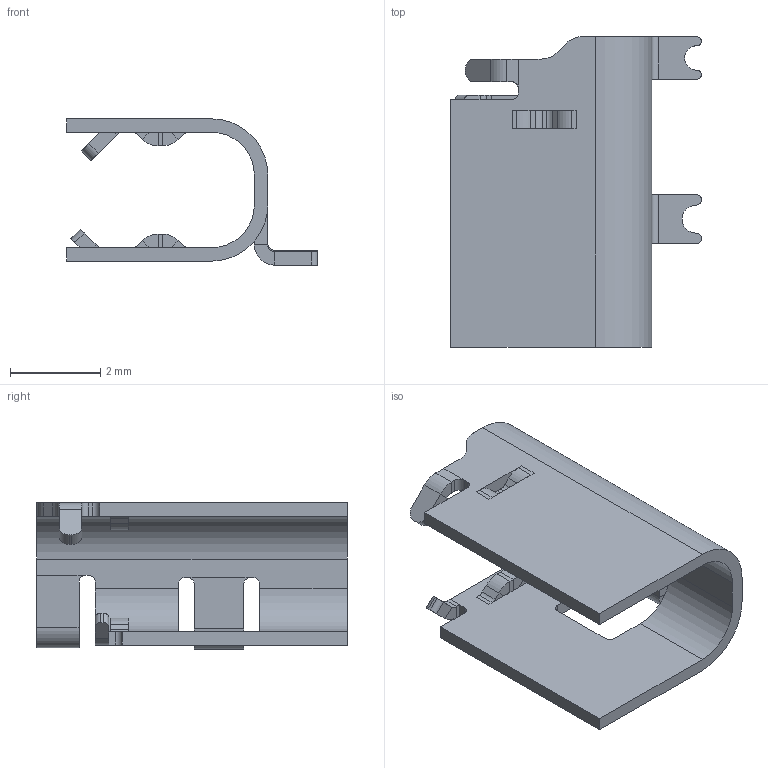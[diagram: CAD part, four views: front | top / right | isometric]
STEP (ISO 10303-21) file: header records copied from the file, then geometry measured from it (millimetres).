
FILE_DESCRIPTION(('FreeCAD Model'),'2;1');
FILE_NAME('Open CASCADE Shape Model','2025-02-07T18:46:37',('Author'),( ''),'Open CASCADE STEP processor 7.7','FreeCAD','Unknown');
FILE_SCHEMA(('AUTOMOTIVE_DESIGN { 1 0 10303 214 1 1 1 1 }'));
Length unit declared in the file: millimetre
Products named in the file (1): USB_C_Receptacle_6P_TopMnt_Horizontal_GCT_USB4135-GF-A011
Bounding box: 5.57 x 6.9 x 3.25 mm (x, y, z)
Volume: 19.1 mm3; surface area: 146.3 mm2
Topology: 1 solids, 1 shells, 174 faces, 442 edges, 268 vertices
Faces by surface type: plane 117, cylinder 57
Entity records: 5182 total; most frequent: DIRECTION 906, ORIENTED_EDGE 892, CARTESIAN_POINT 885, EDGE_CURVE 442, LINE 328, VECTOR 328, AXIS2_PLACEMENT_3D 289, VERTEX_POINT 268
